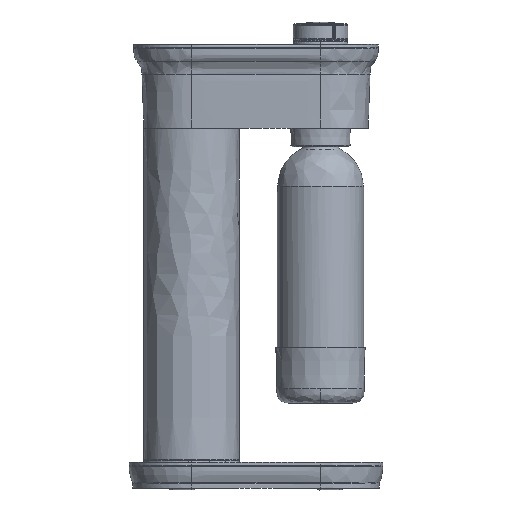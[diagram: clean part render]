
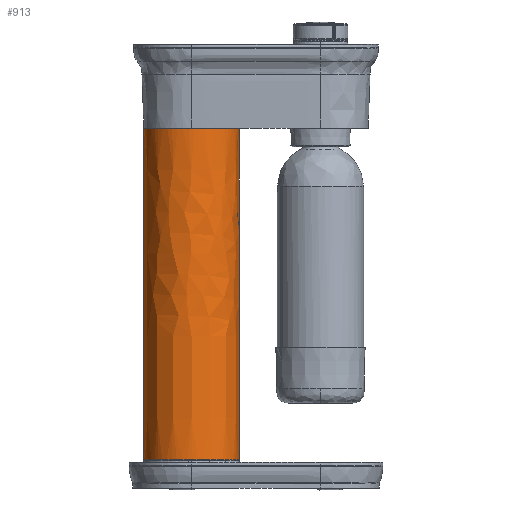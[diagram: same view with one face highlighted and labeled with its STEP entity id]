
A CAD part, front view. The second image highlights one B-rep face of the part: STEP entity #913.
In plain terms, the highlighted face is a extrusion surface.
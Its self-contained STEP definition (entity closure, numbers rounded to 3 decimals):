
#146=SURFACE_OF_LINEAR_EXTRUSION('',#2021,#2524);
#913=ADVANCED_FACE('extract',(#1394),#146,.T.);
#1394=FACE_OUTER_BOUND('',#7513,.T.);
#2010=B_SPLINE_CURVE_WITH_KNOTS('',3,(#22646,#22827,#22828,#22829,#22830,#22831,#22832,#22833,#22834,#22835,#22653),.UNSPECIFIED.,.F.,.U.,(4,1,1,1,1,1,1,1,4),(0.,0.121,0.247,0.374,0.5,0.627,0.753,0.88,1.),.UNSPECIFIED.);
#2021=B_SPLINE_CURVE_WITH_KNOTS('',3,(#23078,#23079,#23080,#22829,#22830,#22831,#22832,#22833,#23081,#23082,#23083),.UNSPECIFIED.,.F.,.U.,(4,1,1,1,1,1,1,1,4),(0.,0.124,0.25,0.376,0.502,0.628,0.754,0.88,1.),.UNSPECIFIED.);
#2022=B_SPLINE_CURVE_WITH_KNOTS('',3,(#23084,#23085,#23086,#23087,#23088,#23089,#23090,#23091,#23092,#23093,#23094,#23095,#23096,#23097,#23098,#23099,#23100,#23101,#23102,#23032),.UNSPECIFIED.,.F.,.U.,(4,2,2,2,2,2,2,2,2,4),(0.,0.25,0.5,0.75,0.875,0.937,0.969,0.984,0.992,1.),.UNSPECIFIED.);
#2023=B_SPLINE_CURVE_WITH_KNOTS('',3,(#23058,#23104,#23105,#23106,#23107,#23108,#23109,#23110,#23111,#23112,#23113,#23114,#23115,#23116,#23117,#23118,#23119,#23120,#23121,#23103),.UNSPECIFIED.,.F.,.U.,(4,2,2,2,2,2,2,2,2,4),(0.,0.008,0.016,0.031,0.063,0.125,0.25,0.5,0.75,1.),.UNSPECIFIED.);
#2024=B_SPLINE_CURVE_WITH_KNOTS('',3,(#23053,#23122,#23123,#23124,#23125,#23126,#23127,#23128,#23129,#23130,#23052),.UNSPECIFIED.,.F.,.U.,(4,1,1,1,1,1,1,1,4),(0.,0.12,0.247,0.373,0.5,0.626,0.753,0.879,1.),.UNSPECIFIED.);
#2520=VECTOR('',#35793,141.91);
#2521=VECTOR('',#35793,315.309);
#2522=VECTOR('',#35793,96.809);
#2524=VECTOR('',#35793,315.309);
#2525=VECTOR('',#35954,64.99);
#2617=LINE('',#22653,#2520);
#2618=LINE('',#22646,#2521);
#2619=LINE('',#23058,#2522);
#2621=LINE('',#23103,#2525);
#3835=ORIENTED_EDGE('',*,*,#5758,.F.);
#3836=ORIENTED_EDGE('',*,*,#5759,.F.);
#3837=ORIENTED_EDGE('',*,*,#5760,.F.);
#3838=ORIENTED_EDGE('',*,*,#5755,.T.);
#3839=ORIENTED_EDGE('',*,*,#5761,.T.);
#3840=ORIENTED_EDGE('',*,*,#5753,.F.);
#3841=ORIENTED_EDGE('',*,*,#5744,.T.);
#3842=ORIENTED_EDGE('',*,*,#5752,.T.);
#5744=EDGE_CURVE('358',#6861,#6862,#2010,.T.);
#5752=EDGE_CURVE('359',#6862,#6869,#2617,.T.);
#5753=EDGE_CURVE('357',#6861,#6871,#2618,.T.);
#5755=EDGE_CURVE('355',#6873,#6872,#2619,.T.);
#5758=EDGE_CURVE('352',#6875,#6869,#2022,.T.);
#5759=EDGE_CURVE('353',#6876,#6875,#2621,.T.);
#5760=EDGE_CURVE('354',#6873,#6876,#2023,.T.);
#5761=EDGE_CURVE('356',#6872,#6871,#2024,.T.);
#6861=VERTEX_POINT('260',#22646);
#6862=VERTEX_POINT('261',#22653);
#6869=VERTEX_POINT('255',#23032);
#6871=VERTEX_POINT('259',#23052);
#6872=VERTEX_POINT('258',#23053);
#6873=VERTEX_POINT('257',#23058);
#6875=VERTEX_POINT('254',#23084);
#6876=VERTEX_POINT('256',#23103);
#7513=EDGE_LOOP('',(#3835,#3836,#3837,#3838,#3839,#3840,#3841,#3842));
#22646=CARTESIAN_POINT('',(-45.451,0.,28.622));
#22653=CARTESIAN_POINT('',(45.35,0.,28.622));
#22827=CARTESIAN_POINT('',(-45.252,-5.704,28.622));
#22828=CARTESIAN_POINT('',(-43.217,-17.393,28.622));
#22829=CARTESIAN_POINT('',(-33.431,-32.599,28.622));
#22830=CARTESIAN_POINT('',(-18.111,-42.69,28.622));
#22831=CARTESIAN_POINT('',(-0.083,-45.976,28.622));
#22832=CARTESIAN_POINT('',(17.877,-42.514,28.622));
#22833=CARTESIAN_POINT('',(33.254,-32.537,28.622));
#22834=CARTESIAN_POINT('',(43.205,-17.424,28.622));
#22835=CARTESIAN_POINT('',(45.151,-5.706,28.622));
#23032=CARTESIAN_POINT('',(45.35,0.,170.532));
#23052=CARTESIAN_POINT('',(-45.451,0.,343.932));
#23053=CARTESIAN_POINT('',(45.35,0.,343.932));
#23058=CARTESIAN_POINT('',(45.35,0.,247.122));
#23078=CARTESIAN_POINT('',(-45.467,0.501,28.622));
#23079=CARTESIAN_POINT('',(-45.31,-5.37,28.622));
#23080=CARTESIAN_POINT('',(-43.309,-17.249,28.622));
#23081=CARTESIAN_POINT('',(43.205,-17.424,28.622));
#23082=CARTESIAN_POINT('',(45.151,-5.706,28.622));
#23083=CARTESIAN_POINT('',(45.35,0.,28.622));
#23084=CARTESIAN_POINT('',(44.843,-6.028,176.332));
#23085=CARTESIAN_POINT('',(44.843,-6.029,175.543));
#23086=CARTESIAN_POINT('',(44.866,-5.866,174.758));
#23087=CARTESIAN_POINT('',(44.944,-5.259,173.305));
#23088=CARTESIAN_POINT('',(44.998,-4.81,172.642));
#23089=CARTESIAN_POINT('',(45.115,-3.692,171.537));
#23090=CARTESIAN_POINT('',(45.177,-3.019,171.097));
#23091=CARTESIAN_POINT('',(45.255,-1.923,170.668));
#23092=CARTESIAN_POINT('',(45.279,-1.542,170.561));
#23093=CARTESIAN_POINT('',(45.31,-0.959,170.468));
#23094=CARTESIAN_POINT('',(45.319,-0.762,170.448));
#23095=CARTESIAN_POINT('',(45.332,-0.467,170.439));
#23096=CARTESIAN_POINT('',(45.336,-0.368,170.44));
#23097=CARTESIAN_POINT('',(45.342,-0.221,170.45));
#23098=CARTESIAN_POINT('',(45.344,-0.172,170.455));
#23099=CARTESIAN_POINT('',(45.346,-0.099,170.469));
#23100=CARTESIAN_POINT('',(45.347,-0.075,170.474));
#23101=CARTESIAN_POINT('',(45.349,-0.029,170.491));
#23102=CARTESIAN_POINT('',(45.35,-0.002,170.506));
#23103=CARTESIAN_POINT('',(44.843,-6.029,241.322));
#23104=CARTESIAN_POINT('',(45.35,-0.001,247.147));
#23105=CARTESIAN_POINT('',(45.349,-0.028,247.163));
#23106=CARTESIAN_POINT('',(45.347,-0.074,247.18));
#23107=CARTESIAN_POINT('',(45.346,-0.098,247.186));
#23108=CARTESIAN_POINT('',(45.344,-0.171,247.199));
#23109=CARTESIAN_POINT('',(45.342,-0.22,247.204));
#23110=CARTESIAN_POINT('',(45.336,-0.367,247.215));
#23111=CARTESIAN_POINT('',(45.332,-0.466,247.216));
#23112=CARTESIAN_POINT('',(45.319,-0.761,247.208));
#23113=CARTESIAN_POINT('',(45.31,-0.957,247.188));
#23114=CARTESIAN_POINT('',(45.279,-1.54,247.095));
#23115=CARTESIAN_POINT('',(45.255,-1.922,246.989));
#23116=CARTESIAN_POINT('',(45.177,-3.018,246.556));
#23117=CARTESIAN_POINT('',(45.116,-3.69,246.119));
#23118=CARTESIAN_POINT('',(44.999,-4.81,245.014));
#23119=CARTESIAN_POINT('',(44.944,-5.258,244.35));
#23120=CARTESIAN_POINT('',(44.866,-5.866,242.897));
#23121=CARTESIAN_POINT('',(44.843,-6.029,242.111));
#23122=CARTESIAN_POINT('',(45.151,-5.706,343.932));
#23123=CARTESIAN_POINT('',(43.205,-17.424,343.932));
#23124=CARTESIAN_POINT('',(33.254,-32.537,343.932));
#23125=CARTESIAN_POINT('',(17.877,-42.514,343.932));
#23126=CARTESIAN_POINT('',(-0.083,-45.976,343.932));
#23127=CARTESIAN_POINT('',(-18.111,-42.69,343.932));
#23128=CARTESIAN_POINT('',(-33.431,-32.599,343.932));
#23129=CARTESIAN_POINT('',(-43.217,-17.393,343.932));
#23130=CARTESIAN_POINT('',(-45.252,-5.704,343.932));
#35793=DIRECTION('',(0.,0.,1.));
#35954=DIRECTION('',(0.,0.,-1.));
